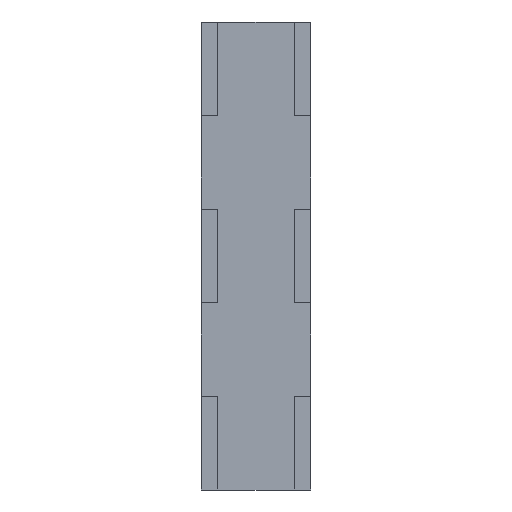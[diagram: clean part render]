
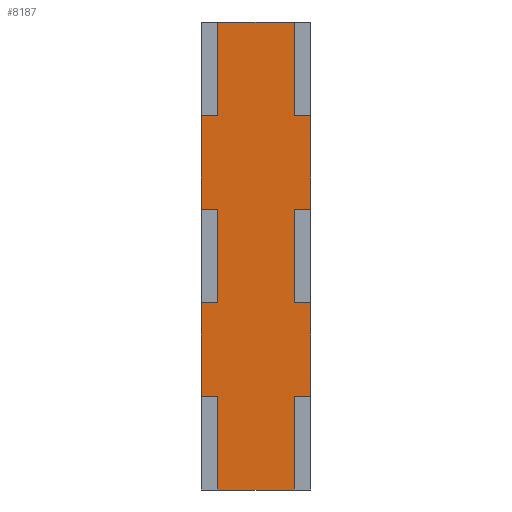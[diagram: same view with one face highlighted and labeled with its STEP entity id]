
A CAD part, left-side view. The second image highlights one B-rep face of the part: STEP entity #8187.
In plain terms, the highlighted planar face has unit normal (-1, 0, 0).
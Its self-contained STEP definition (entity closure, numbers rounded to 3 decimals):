
#1207=FACE_OUTER_BOUND('',#1787,.T.);
#1787=EDGE_LOOP('',(#6785,#6786,#6787,#6788,#6789,#6790,#6791,#6792,#6793,
#6794,#6795,#6796,#6797,#6798,#6799,#6800,#6801,#6802,#6803,#6804));
#2542=LINE('',#12622,#3286);
#2546=LINE('',#12631,#3290);
#2550=LINE('',#12640,#3294);
#2555=LINE('',#12649,#3299);
#2573=LINE('',#12684,#3317);
#2576=LINE('',#12690,#3320);
#2579=LINE('',#12695,#3323);
#2580=LINE('',#12697,#3324);
#2582=LINE('',#12701,#3326);
#2584=LINE('',#12705,#3328);
#2586=LINE('',#12709,#3330);
#2588=LINE('',#12713,#3332);
#2589=LINE('',#12715,#3333);
#2591=LINE('',#12719,#3335);
#2592=LINE('',#12722,#3336);
#2595=LINE('',#12727,#3339);
#2596=LINE('',#12730,#3340);
#2598=LINE('',#12733,#3342);
#2599=LINE('',#12735,#3343);
#2600=LINE('',#12737,#3344);
#3286=VECTOR('',#10333,10.);
#3290=VECTOR('',#10339,10.);
#3294=VECTOR('',#10345,10.);
#3299=VECTOR('',#10352,10.);
#3317=VECTOR('',#10374,10.);
#3320=VECTOR('',#10379,10.);
#3323=VECTOR('',#10384,10.);
#3324=VECTOR('',#10387,10.);
#3326=VECTOR('',#10391,10.);
#3328=VECTOR('',#10395,10.);
#3330=VECTOR('',#10399,10.);
#3332=VECTOR('',#10403,10.);
#3333=VECTOR('',#10406,10.);
#3335=VECTOR('',#10410,10.);
#3336=VECTOR('',#10413,10.);
#3339=VECTOR('',#10418,10.);
#3340=VECTOR('',#10421,10.);
#3342=VECTOR('',#10425,10.);
#3343=VECTOR('',#10428,10.);
#3344=VECTOR('',#10431,10.);
#4025=VERTEX_POINT('',#12618);
#4027=VERTEX_POINT('',#12621);
#4029=VERTEX_POINT('',#12627);
#4031=VERTEX_POINT('',#12630);
#4033=VERTEX_POINT('',#12636);
#4035=VERTEX_POINT('',#12639);
#4038=VERTEX_POINT('',#12647);
#4052=VERTEX_POINT('',#12681);
#4053=VERTEX_POINT('',#12683);
#4054=VERTEX_POINT('',#12687);
#4055=VERTEX_POINT('',#12689);
#4056=VERTEX_POINT('',#12693);
#4057=VERTEX_POINT('',#12699);
#4058=VERTEX_POINT('',#12703);
#4059=VERTEX_POINT('',#12707);
#4060=VERTEX_POINT('',#12711);
#4061=VERTEX_POINT('',#12717);
#4062=VERTEX_POINT('',#12721);
#4063=VERTEX_POINT('',#12725);
#4064=VERTEX_POINT('',#12729);
#4974=EDGE_CURVE('',#4027,#4025,#2542,.T.);
#4978=EDGE_CURVE('',#4031,#4029,#2546,.T.);
#4982=EDGE_CURVE('',#4035,#4033,#2550,.T.);
#4987=EDGE_CURVE('',#4033,#4038,#2555,.T.);
#5005=EDGE_CURVE('',#4053,#4052,#2573,.T.);
#5008=EDGE_CURVE('',#4055,#4054,#2576,.T.);
#5011=EDGE_CURVE('',#4038,#4056,#2579,.T.);
#5012=EDGE_CURVE('',#4031,#4054,#2580,.T.);
#5014=EDGE_CURVE('',#4057,#4035,#2582,.T.);
#5016=EDGE_CURVE('',#4025,#4058,#2584,.T.);
#5018=EDGE_CURVE('',#4059,#4027,#2586,.T.);
#5020=EDGE_CURVE('',#4029,#4060,#2588,.T.);
#5021=EDGE_CURVE('',#4059,#4060,#2589,.T.);
#5023=EDGE_CURVE('',#4056,#4061,#2591,.T.);
#5024=EDGE_CURVE('',#4062,#4053,#2592,.T.);
#5027=EDGE_CURVE('',#4052,#4063,#2595,.T.);
#5028=EDGE_CURVE('',#4064,#4055,#2596,.T.);
#5030=EDGE_CURVE('',#4064,#4063,#2598,.T.);
#5031=EDGE_CURVE('',#4062,#4061,#2599,.T.);
#5032=EDGE_CURVE('',#4057,#4058,#2600,.T.);
#6785=ORIENTED_EDGE('',*,*,#5016,.T.);
#6786=ORIENTED_EDGE('',*,*,#5032,.F.);
#6787=ORIENTED_EDGE('',*,*,#5014,.T.);
#6788=ORIENTED_EDGE('',*,*,#4982,.T.);
#6789=ORIENTED_EDGE('',*,*,#4987,.T.);
#6790=ORIENTED_EDGE('',*,*,#5011,.T.);
#6791=ORIENTED_EDGE('',*,*,#5023,.T.);
#6792=ORIENTED_EDGE('',*,*,#5031,.F.);
#6793=ORIENTED_EDGE('',*,*,#5024,.T.);
#6794=ORIENTED_EDGE('',*,*,#5005,.T.);
#6795=ORIENTED_EDGE('',*,*,#5027,.T.);
#6796=ORIENTED_EDGE('',*,*,#5030,.F.);
#6797=ORIENTED_EDGE('',*,*,#5028,.T.);
#6798=ORIENTED_EDGE('',*,*,#5008,.T.);
#6799=ORIENTED_EDGE('',*,*,#5012,.F.);
#6800=ORIENTED_EDGE('',*,*,#4978,.T.);
#6801=ORIENTED_EDGE('',*,*,#5020,.T.);
#6802=ORIENTED_EDGE('',*,*,#5021,.F.);
#6803=ORIENTED_EDGE('',*,*,#5018,.T.);
#6804=ORIENTED_EDGE('',*,*,#4974,.T.);
#7895=PLANE('',#8786);
#8187=ADVANCED_FACE('',(#1207),#7895,.T.);
#8786=AXIS2_PLACEMENT_3D('',#12736,#10429,#10430);
#10333=DIRECTION('',(0.,0.,1.));
#10339=DIRECTION('',(0.,0.,1.));
#10345=DIRECTION('',(0.,0.,1.));
#10352=DIRECTION('',(0.,1.,0.));
#10374=DIRECTION('',(0.,0.,-1.));
#10379=DIRECTION('',(0.,0.,-1.));
#10384=DIRECTION('',(0.,0.,-1.));
#10387=DIRECTION('',(0.,1.,0.));
#10391=DIRECTION('',(0.,1.,0.));
#10395=DIRECTION('',(0.,-1.,0.));
#10399=DIRECTION('',(0.,1.,0.));
#10403=DIRECTION('',(0.,-1.,0.));
#10406=DIRECTION('',(0.,0.,-1.));
#10410=DIRECTION('',(0.,1.,0.));
#10413=DIRECTION('',(0.,-1.,0.));
#10418=DIRECTION('',(0.,1.,0.));
#10421=DIRECTION('',(0.,-1.,0.));
#10425=DIRECTION('',(0.,0.,1.));
#10428=DIRECTION('',(0.,0.,1.));
#10429=DIRECTION('center_axis',(-1.,0.,0.));
#10430=DIRECTION('ref_axis',(0.,0.,1.));
#10431=DIRECTION('',(0.,0.,-1.));
#12618=CARTESIAN_POINT('',(0.,3.,-34.192));
#12621=CARTESIAN_POINT('',(0.,3.,-51.288));
#12622=CARTESIAN_POINT('',(0.,3.,-64.11));
#12627=CARTESIAN_POINT('',(0.,3.,-68.384));
#12630=CARTESIAN_POINT('',(0.,3.,-85.48));
#12631=CARTESIAN_POINT('',(0.,3.,-64.11));
#12636=CARTESIAN_POINT('',(0.,3.,0.));
#12639=CARTESIAN_POINT('',(0.,3.,-17.096));
#12640=CARTESIAN_POINT('',(0.,3.,-64.11));
#12647=CARTESIAN_POINT('',(0.,17.,0.));
#12649=CARTESIAN_POINT('',(0.,0.,0.));
#12681=CARTESIAN_POINT('',(0.,17.,-51.288));
#12683=CARTESIAN_POINT('',(0.,17.,-34.192));
#12684=CARTESIAN_POINT('',(0.,17.,-64.11));
#12687=CARTESIAN_POINT('',(0.,17.,-85.48));
#12689=CARTESIAN_POINT('',(0.,17.,-68.384));
#12690=CARTESIAN_POINT('',(0.,17.,-64.11));
#12693=CARTESIAN_POINT('',(0.,17.,-17.096));
#12695=CARTESIAN_POINT('',(0.,17.,-64.11));
#12697=CARTESIAN_POINT('',(0.,0.,-85.48));
#12699=CARTESIAN_POINT('',(0.,0.,-17.096));
#12701=CARTESIAN_POINT('',(0.,0.,-17.096));
#12703=CARTESIAN_POINT('',(0.,0.,-34.192));
#12705=CARTESIAN_POINT('',(0.,0.,-34.192));
#12707=CARTESIAN_POINT('',(0.,0.,-51.288));
#12709=CARTESIAN_POINT('',(0.,0.,-51.288));
#12711=CARTESIAN_POINT('',(0.,0.,-68.384));
#12713=CARTESIAN_POINT('',(0.,0.,-68.384));
#12715=CARTESIAN_POINT('',(0.,0.,-82.98));
#12717=CARTESIAN_POINT('',(0.,20.,-17.096));
#12719=CARTESIAN_POINT('',(0.,8.75,-17.096));
#12721=CARTESIAN_POINT('',(0.,20.,-34.192));
#12722=CARTESIAN_POINT('',(0.,8.75,-34.192));
#12725=CARTESIAN_POINT('',(0.,20.,-51.288));
#12727=CARTESIAN_POINT('',(0.,8.75,-51.288));
#12729=CARTESIAN_POINT('',(0.,20.,-68.384));
#12730=CARTESIAN_POINT('',(0.,8.75,-68.384));
#12733=CARTESIAN_POINT('',(0.,20.,-82.98));
#12735=CARTESIAN_POINT('',(0.,20.,-82.98));
#12736=CARTESIAN_POINT('Origin',(0.,0.,-85.48));
#12737=CARTESIAN_POINT('',(0.,0.,-82.98));
